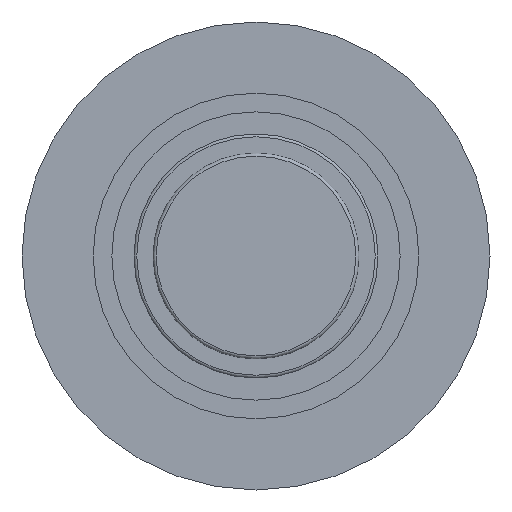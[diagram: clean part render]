
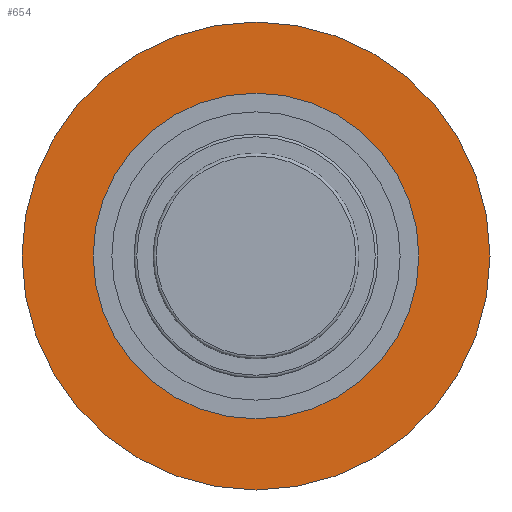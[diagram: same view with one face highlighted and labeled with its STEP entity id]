
A CAD part, front view. The second image highlights one B-rep face of the part: STEP entity #654.
In plain terms, the highlighted planar face has unit normal (0, -1, 0).
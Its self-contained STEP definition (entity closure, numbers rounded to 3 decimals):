
#95=FACE_BOUND('',#179,.T.);
#106=PLANE('',#819);
#129=FACE_OUTER_BOUND('',#178,.T.);
#178=EDGE_LOOP('',(#514));
#179=EDGE_LOOP('',(#515));
#254=CIRCLE('',#795,37.5);
#265=CIRCLE('',#818,26.1);
#322=VERTEX_POINT('',#1179);
#333=VERTEX_POINT('',#1220);
#382=EDGE_CURVE('',#322,#322,#254,.T.);
#400=EDGE_CURVE('',#333,#333,#265,.T.);
#514=ORIENTED_EDGE('',*,*,#382,.F.);
#515=ORIENTED_EDGE('',*,*,#400,.T.);
#654=ADVANCED_FACE('',(#129,#95),#106,.T.);
#795=AXIS2_PLACEMENT_3D('',#1181,#929,#930);
#818=AXIS2_PLACEMENT_3D('',#1222,#982,#983);
#819=AXIS2_PLACEMENT_3D('',#1223,#984,#985);
#929=DIRECTION('center_axis',(0.,1.,0.));
#930=DIRECTION('ref_axis',(1.,0.,0.));
#982=DIRECTION('center_axis',(0.,1.,0.));
#983=DIRECTION('ref_axis',(1.,0.,0.));
#984=DIRECTION('center_axis',(0.,-1.,0.));
#985=DIRECTION('ref_axis',(0.,0.,-1.));
#1179=CARTESIAN_POINT('',(37.5,0.,0.));
#1181=CARTESIAN_POINT('Origin',(0.,0.,0.));
#1220=CARTESIAN_POINT('',(26.1,0.,0.));
#1222=CARTESIAN_POINT('Origin',(0.,0.,0.));
#1223=CARTESIAN_POINT('Origin',(-37.5,0.,0.));
